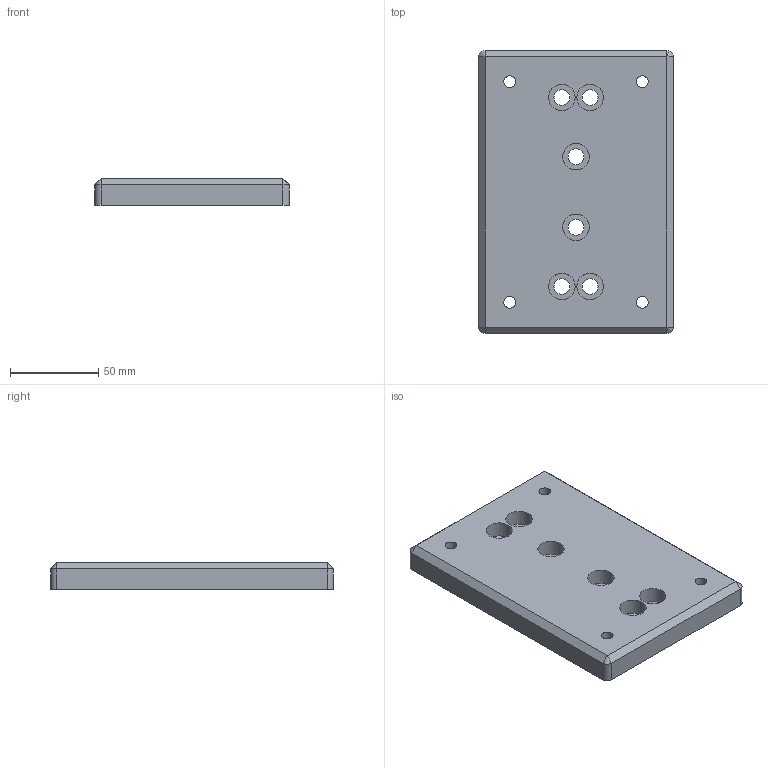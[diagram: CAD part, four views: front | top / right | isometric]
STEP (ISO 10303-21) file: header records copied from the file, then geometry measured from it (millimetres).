
FILE_DESCRIPTION((''),'2;1');
FILE_NAME('SL0208S.ipt.step','2007-09-10T15:13:32',(''),(''),'Autodesk Inventor 11','Autodesk Inventor 11','');
FILE_SCHEMA(('AUTOMOTIVE_DESIGN { 1 0 10303 214 1 1 1 1 }'));
Length unit declared in the file: millimetre
Products named in the file (1): SL0208S
Bounding box: 110 x 160 x 15 mm (x, y, z)
Volume: 246703.9 mm3; surface area: 45851.4 mm2
Topology: 1 solids, 1 shells, 40 faces, 92 edges, 56 vertices
Faces by surface type: bspline 22, plane 10, cone 4, cylinder 4
Entity records: 1263 total; most frequent: CARTESIAN_POINT 451, DIRECTION 146, ORIENTED_EDGE 136, EDGE_LOOP 82, EDGE_CURVE 68, AXIS2_PLACEMENT_3D 59, VERTEX_POINT 52, FACE_BOUND 42
